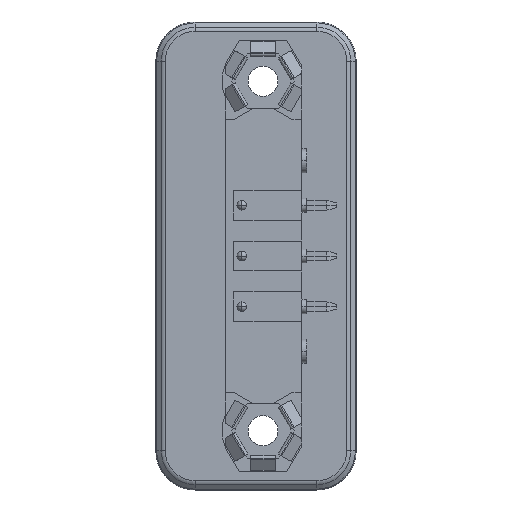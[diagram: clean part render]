
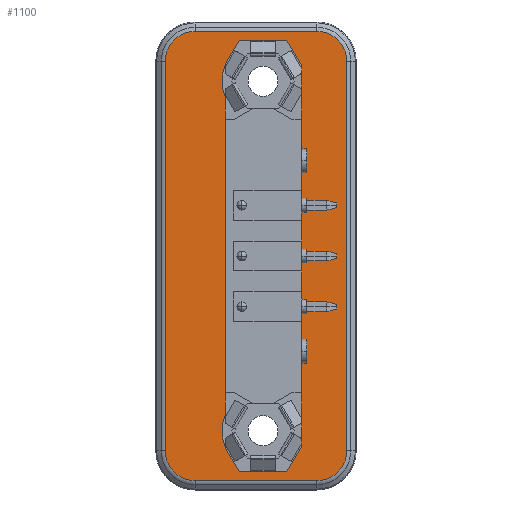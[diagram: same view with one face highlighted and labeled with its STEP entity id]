
A CAD part, left-side view. The second image highlights one B-rep face of the part: STEP entity #1100.
In plain terms, the highlighted planar face has unit normal (-1, 0, 0).
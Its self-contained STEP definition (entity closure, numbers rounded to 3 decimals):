
#1100=ADVANCED_FACE('',(#2380,#2381),#2382,.T.);
#2380=FACE_OUTER_BOUND('',#3835,.T.);
#2381=FACE_BOUND('',#3836,.T.);
#2382=PLANE('',#3837);
#3835=EDGE_LOOP('',(#6926,#6927,#6928,#6929,#6930,#6931,#6932,#6933));
#3836=EDGE_LOOP('',(#6934,#6935,#6936,#6937,#6938,#6939,#6940,#6941,#6942,#6943,#6944,#6945));
#3837=AXIS2_PLACEMENT_3D('',#6946,#6947,#6948);
#6926=ORIENTED_EDGE('',*,*,#9285,.F.);
#6927=ORIENTED_EDGE('',*,*,#9690,.T.);
#6928=ORIENTED_EDGE('',*,*,#9691,.T.);
#6929=ORIENTED_EDGE('',*,*,#9528,.T.);
#6930=ORIENTED_EDGE('',*,*,#8482,.F.);
#6931=ORIENTED_EDGE('',*,*,#9692,.F.);
#6932=ORIENTED_EDGE('',*,*,#8452,.F.);
#6933=ORIENTED_EDGE('',*,*,#9444,.F.);
#6934=ORIENTED_EDGE('',*,*,#9263,.F.);
#6935=ORIENTED_EDGE('',*,*,#9693,.F.);
#6936=ORIENTED_EDGE('',*,*,#9694,.F.);
#6937=ORIENTED_EDGE('',*,*,#8441,.F.);
#6938=ORIENTED_EDGE('',*,*,#9695,.F.);
#6939=ORIENTED_EDGE('',*,*,#9439,.F.);
#6940=ORIENTED_EDGE('',*,*,#9696,.T.);
#6941=ORIENTED_EDGE('',*,*,#9029,.F.);
#6942=ORIENTED_EDGE('',*,*,#9697,.F.);
#6943=ORIENTED_EDGE('',*,*,#9623,.F.);
#6944=ORIENTED_EDGE('',*,*,#9698,.F.);
#6945=ORIENTED_EDGE('',*,*,#9641,.T.);
#6946=CARTESIAN_POINT('',(-1.158,13.348,-25.07));
#6947=DIRECTION('',(-1.0,0.0,0.0));
#6948=DIRECTION('',(0.0,0.0,1.0));
#8441=EDGE_CURVE('',#10017,#10018,#10019,.T.);
#8452=EDGE_CURVE('',#10035,#10038,#10039,.T.);
#8482=EDGE_CURVE('',#10090,#10091,#10092,.T.);
#9029=EDGE_CURVE('',#10998,#10994,#11000,.T.);
#9263=EDGE_CURVE('',#11331,#11333,#11334,.T.);
#9285=EDGE_CURVE('',#11367,#11369,#11370,.T.);
#9439=EDGE_CURVE('',#11587,#11588,#11589,.T.);
#9444=EDGE_CURVE('',#11369,#10035,#11596,.T.);
#9528=EDGE_CURVE('',#11702,#10091,#11703,.T.);
#9623=EDGE_CURVE('',#11822,#11817,#11824,.T.);
#9641=EDGE_CURVE('',#11843,#11333,#11847,.T.);
#9690=EDGE_CURVE('',#11367,#11906,#11907,.T.);
#9691=EDGE_CURVE('',#11906,#11702,#11908,.T.);
#9692=EDGE_CURVE('',#10038,#10090,#11909,.T.);
#9693=EDGE_CURVE('',#11910,#11331,#11911,.T.);
#9694=EDGE_CURVE('',#10018,#11910,#11912,.T.);
#9695=EDGE_CURVE('',#11588,#10017,#11913,.T.);
#9696=EDGE_CURVE('',#11587,#10994,#11914,.T.);
#9697=EDGE_CURVE('',#11817,#10998,#11915,.T.);
#9698=EDGE_CURVE('',#11843,#11822,#11916,.T.);
#10017=VERTEX_POINT('',#12260);
#10018=VERTEX_POINT('',#12261);
#10019=LINE('',#12262,#12263);
#10035=VERTEX_POINT('',#12284);
#10038=VERTEX_POINT('',#12288);
#10039=LINE('',#12289,#12290);
#10090=VERTEX_POINT('',#12357);
#10091=VERTEX_POINT('',#12358);
#10092=LINE('',#12359,#12360);
#10994=VERTEX_POINT('',#13574);
#10998=VERTEX_POINT('',#13580);
#11000=LINE('',#13583,#13584);
#11331=VERTEX_POINT('',#14077);
#11333=VERTEX_POINT('',#14080);
#11334=LINE('',#14081,#14082);
#11367=VERTEX_POINT('',#14126);
#11369=VERTEX_POINT('',#14129);
#11370=LINE('',#14130,#14131);
#11587=VERTEX_POINT('',#14433);
#11588=VERTEX_POINT('',#14434);
#11589=LINE('',#14435,#14436);
#11596=CIRCLE('',#14446,3.0);
#11702=VERTEX_POINT('',#14602);
#11703=CIRCLE('',#14603,3.0);
#11817=VERTEX_POINT('',#14773);
#11822=VERTEX_POINT('',#14780);
#11824=LINE('',#14783,#14784);
#11843=VERTEX_POINT('',#14811);
#11847=CIRCLE('',#14816,4.1);
#11906=VERTEX_POINT('',#14910);
#11907=CIRCLE('',#14911,3.0);
#11908=LINE('',#14912,#14913);
#11909=CIRCLE('',#14914,3.0);
#11910=VERTEX_POINT('',#14915);
#11911=CIRCLE('',#14916,4.1);
#11912=LINE('',#14917,#14918);
#11913=LINE('',#14919,#14920);
#11914=LINE('',#14921,#14922);
#11915=LINE('',#14923,#14924);
#11916=LINE('',#14925,#14926);
#12260=CARTESIAN_POINT('',(-1.158,11.632,3.155));
#12261=CARTESIAN_POINT('',(-1.158,13.048,0.703));
#12262=CARTESIAN_POINT('',(-1.158,21.187,-13.395));
#12263=VECTOR('',#15367,1.0);
#12284=CARTESIAN_POINT('',(-1.158,16.048,4.025));
#12288=CARTESIAN_POINT('',(-1.158,3.848,4.025));
#12289=CARTESIAN_POINT('',(-1.158,-32.395,4.025));
#12290=VECTOR('',#15380,1.0);
#12357=CARTESIAN_POINT('',(-1.158,0.848,1.025));
#12358=CARTESIAN_POINT('',(-1.158,0.848,-37.975));
#12359=CARTESIAN_POINT('',(-1.158,0.848,-18.475));
#12360=VECTOR('',#15415,1.0);
#13574=CARTESIAN_POINT('',(-1.158,5.378,-37.532));
#13580=CARTESIAN_POINT('',(-1.158,6.863,-40.105));
#13583=CARTESIAN_POINT('',(-1.158,-5.625,-18.475));
#13584=VECTOR('',#16118,1.0);
#14077=CARTESIAN_POINT('',(-1.158,13.048,-2.514));
#14080=CARTESIAN_POINT('',(-1.158,13.048,-34.436));
#14081=CARTESIAN_POINT('',(-1.158,13.048,-18.475));
#14082=VECTOR('',#16348,1.0);
#14126=CARTESIAN_POINT('',(-1.158,19.048,-37.975));
#14129=CARTESIAN_POINT('',(-1.158,19.048,1.025));
#14130=CARTESIAN_POINT('',(-1.158,19.048,-18.475));
#14131=VECTOR('',#16382,1.0);
#14433=CARTESIAN_POINT('',(-1.158,5.378,0.582));
#14434=CARTESIAN_POINT('',(-1.158,6.863,3.155));
#14435=CARTESIAN_POINT('',(-1.158,-2.692,-13.395));
#14436=VECTOR('',#16546,1.0);
#14446=AXIS2_PLACEMENT_3D('',#16550,#16551,#16552);
#14602=CARTESIAN_POINT('',(-1.158,3.848,-40.975));
#14603=AXIS2_PLACEMENT_3D('',#16645,#16646,#16647);
#14773=CARTESIAN_POINT('',(-1.158,11.632,-40.105));
#14780=CARTESIAN_POINT('',(-1.158,13.048,-37.653));
#14783=CARTESIAN_POINT('',(-1.158,24.12,-18.475));
#14784=VECTOR('',#16749,1.0);
#14811=CARTESIAN_POINT('',(-1.158,13.048,-37.514));
#14816=AXIS2_PLACEMENT_3D('',#16765,#16766,#16767);
#14910=CARTESIAN_POINT('',(-1.158,16.048,-40.975));
#14911=AXIS2_PLACEMENT_3D('',#16812,#16813,#16814);
#14912=CARTESIAN_POINT('',(-1.158,-32.395,-40.975));
#14913=VECTOR('',#16815,1.0);
#14914=AXIS2_PLACEMENT_3D('',#16816,#16817,#16818);
#14915=CARTESIAN_POINT('',(-1.158,13.048,0.564));
#14916=AXIS2_PLACEMENT_3D('',#16819,#16820,#16821);
#14917=CARTESIAN_POINT('',(-1.158,13.048,-13.395));
#14918=VECTOR('',#16822,1.0);
#14919=CARTESIAN_POINT('',(-1.158,-32.395,3.155));
#14920=VECTOR('',#16823,1.0);
#14921=CARTESIAN_POINT('',(-1.158,5.378,-18.475));
#14922=VECTOR('',#16824,1.0);
#14923=CARTESIAN_POINT('',(-1.158,-32.395,-40.105));
#14924=VECTOR('',#16825,1.0);
#14925=CARTESIAN_POINT('',(-1.158,13.048,-18.475));
#14926=VECTOR('',#16826,1.0);
#15367=DIRECTION('',(0.0,0.5,-0.866));
#15380=DIRECTION('',(0.0,-1.0,0.0));
#15415=DIRECTION('',(0.0,0.0,-1.0));
#16118=DIRECTION('',(0.0,-0.5,0.866));
#16348=DIRECTION('',(0.0,0.,-1.0));
#16382=DIRECTION('',(0.0,0.0,1.0));
#16546=DIRECTION('',(0.0,0.5,0.866));
#16550=CARTESIAN_POINT('',(-1.158,16.048,1.025));
#16551=DIRECTION('',(1.0,0.0,0.0));
#16552=DIRECTION('',(0.0,-1.0,0.0));
#16645=CARTESIAN_POINT('',(-1.158,3.848,-37.975));
#16646=DIRECTION('',(-1.0,0.0,0.0));
#16647=DIRECTION('',(0.0,-1.0,0.0));
#16749=DIRECTION('',(0.0,-0.5,-0.866));
#16765=CARTESIAN_POINT('',(-1.158,9.248,-35.975));
#16766=DIRECTION('',(1.0,0.0,0.0));
#16767=DIRECTION('',(0.0,0.,-1.0));
#16812=CARTESIAN_POINT('',(-1.158,16.048,-37.975));
#16813=DIRECTION('',(-1.0,0.0,0.0));
#16814=DIRECTION('',(0.0,-1.0,0.0));
#16815=DIRECTION('',(0.0,-1.0,0.0));
#16816=CARTESIAN_POINT('',(-1.158,3.848,1.025));
#16817=DIRECTION('',(1.0,0.0,0.0));
#16818=DIRECTION('',(0.0,-1.0,0.0));
#16819=CARTESIAN_POINT('',(-1.158,9.248,-0.975));
#16820=DIRECTION('',(-1.0,0.0,0.0));
#16821=DIRECTION('',(0.0,0.,1.0));
#16822=DIRECTION('',(0.0,0.,-1.0));
#16823=DIRECTION('',(0.0,1.0,0.));
#16824=DIRECTION('',(0.0,0.0,-1.0));
#16825=DIRECTION('',(0.0,-1.0,0.));
#16826=DIRECTION('',(0.0,0.,-1.0));
